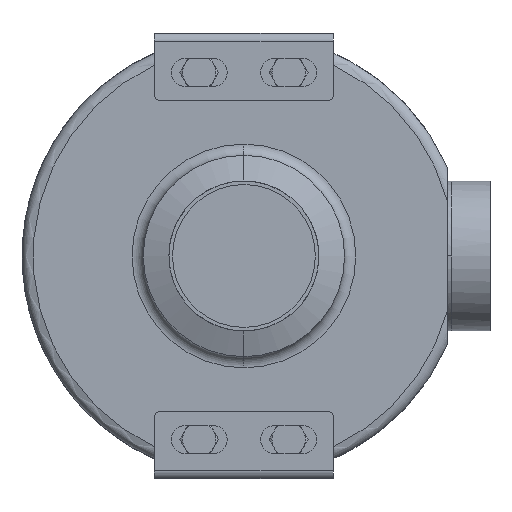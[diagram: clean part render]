
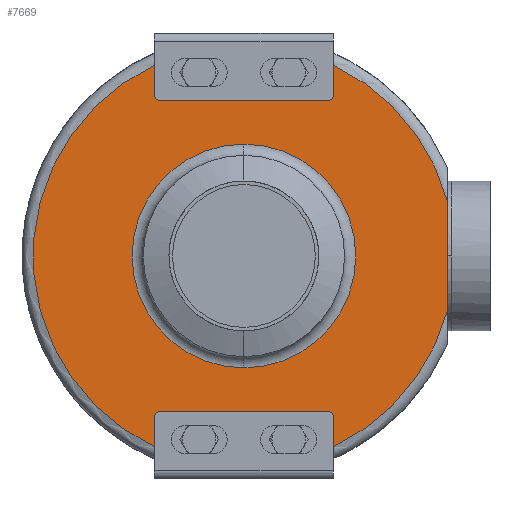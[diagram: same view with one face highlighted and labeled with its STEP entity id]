
A CAD part, front view. The second image highlights one B-rep face of the part: STEP entity #7669.
In plain terms, the highlighted planar face has unit normal (0, -1, 0).
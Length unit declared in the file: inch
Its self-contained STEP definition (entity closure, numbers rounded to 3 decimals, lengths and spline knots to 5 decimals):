
#55 = DIRECTION ( 'NONE',  ( 0., 0., 1. ) ) ;
#157 = VERTEX_POINT ( 'NONE', #13080 ) ;
#161 = CARTESIAN_POINT ( 'NONE',  ( 1.875, -2.07, -3.60415 ) ) ;
#259 = CIRCLE ( 'NONE', #1301, 4.71 ) ;
#544 = DIRECTION ( 'NONE',  ( 0., 0., -1. ) ) ;
#652 = LINE ( 'NONE', #5770, #4272 ) ;
#654 = ORIENTED_EDGE ( 'NONE', *, *, #11592, .T. ) ;
#709 = CARTESIAN_POINT ( 'NONE',  ( 0., -2.07, 0. ) ) ;
#820 = CARTESIAN_POINT ( 'NONE',  ( -2., -2.07, 3.47771 ) ) ;
#889 = CARTESIAN_POINT ( 'NONE',  ( 1.875, -2.07, 3.60271 ) ) ;
#942 = ORIENTED_EDGE ( 'NONE', *, *, #5269, .T. ) ;
#969 = DIRECTION ( 'NONE',  ( 0., 1., 0. ) ) ;
#1107 = EDGE_LOOP ( 'NONE', ( #8826, #7334 ) ) ;
#1169 = VERTEX_POINT ( 'NONE', #4586 ) ;
#1301 = AXIS2_PLACEMENT_3D ( 'NONE', #2376, #8558, #11513 ) ;
#1358 = CARTESIAN_POINT ( 'NONE',  ( 2., -2.07, 3.60271 ) ) ;
#1379 = AXIS2_PLACEMENT_3D ( 'NONE', #1576, #4523, #7630 ) ;
#1556 = AXIS2_PLACEMENT_3D ( 'NONE', #10686, #7748, #5627 ) ;
#1576 = CARTESIAN_POINT ( 'NONE',  ( 0., -2.07, 0. ) ) ;
#1654 = EDGE_CURVE ( 'NONE', #4570, #4924, #8848, .T. ) ;
#1655 = LINE ( 'NONE', #8327, #8719 ) ;
#1666 = DIRECTION ( 'NONE',  ( -1., 0., 0. ) ) ;
#1677 = EDGE_CURVE ( 'NONE', #8755, #1169, #6262, .T. ) ;
#1767 = ORIENTED_EDGE ( 'NONE', *, *, #7998, .T. ) ;
#1845 = CARTESIAN_POINT ( 'NONE',  ( -2., -2.07, 3.60271 ) ) ;
#1987 = CIRCLE ( 'NONE', #9064, 2.5 ) ;
#1999 = ORIENTED_EDGE ( 'NONE', *, *, #9658, .T. ) ;
#2037 = DIRECTION ( 'NONE',  ( 0., 0., -1. ) ) ;
#2067 = ORIENTED_EDGE ( 'NONE', *, *, #1677, .F. ) ;
#2253 = VERTEX_POINT ( 'NONE', #4444 ) ;
#2307 = FACE_BOUND ( 'NONE', #1107, .T. ) ;
#2312 = CARTESIAN_POINT ( 'NONE',  ( 2., -2.07, 4.26428 ) ) ;
#2376 = CARTESIAN_POINT ( 'NONE',  ( 0., -2.07, 0. ) ) ;
#2380 = CARTESIAN_POINT ( 'NONE',  ( 0., -2.07, 0. ) ) ;
#2548 = VECTOR ( 'NONE', #12002, 39.37008 ) ;
#2641 = CIRCLE ( 'NONE', #3296, 4.71 ) ;
#2889 = ORIENTED_EDGE ( 'NONE', *, *, #10382, .T. ) ;
#2901 = VECTOR ( 'NONE', #8933, 39.37008 ) ;
#2927 = CARTESIAN_POINT ( 'NONE',  ( -1.875, -2.07, -3.60415 ) ) ;
#2997 = CARTESIAN_POINT ( 'NONE',  ( 0., -2.07, 0. ) ) ;
#3091 = ORIENTED_EDGE ( 'NONE', *, *, #9517, .F. ) ;
#3296 = AXIS2_PLACEMENT_3D ( 'NONE', #709, #9036, #6966 ) ;
#3364 = EDGE_CURVE ( 'NONE', #11152, #7592, #6873, .T. ) ;
#3410 = VECTOR ( 'NONE', #10606, 39.37008 ) ;
#3449 = DIRECTION ( 'NONE',  ( 0., 0., 1. ) ) ;
#4111 = ORIENTED_EDGE ( 'NONE', *, *, #11408, .T. ) ;
#4272 = VECTOR ( 'NONE', #544, 39.37008 ) ;
#4364 = VERTEX_POINT ( 'NONE', #8129 ) ;
#4411 = DIRECTION ( 'NONE',  ( 0., 0., -1. ) ) ;
#4444 = CARTESIAN_POINT ( 'NONE',  ( -1.875, -2.07, -3.47915 ) ) ;
#4523 = DIRECTION ( 'NONE',  ( 0., 1., 0. ) ) ;
#4570 = VERTEX_POINT ( 'NONE', #2312 ) ;
#4586 = CARTESIAN_POINT ( 'NONE',  ( 1.875, -2.07, 3.47771 ) ) ;
#4713 = VERTEX_POINT ( 'NONE', #9852 ) ;
#4820 = EDGE_CURVE ( 'NONE', #4924, #1169, #5214, .T. ) ;
#4853 = LINE ( 'NONE', #9454, #3410 ) ;
#4875 = ORIENTED_EDGE ( 'NONE', *, *, #3364, .T. ) ;
#4924 = VERTEX_POINT ( 'NONE', #1358 ) ;
#5107 = DIRECTION ( 'NONE',  ( 0., -1., 0. ) ) ;
#5214 = CIRCLE ( 'NONE', #5266, 0.125 ) ;
#5266 = AXIS2_PLACEMENT_3D ( 'NONE', #889, #13212, #12239 ) ;
#5269 = EDGE_CURVE ( 'NONE', #8755, #8291, #7456, .T. ) ;
#5308 = CARTESIAN_POINT ( 'NONE',  ( -1.875, -2.07, 3.60271 ) ) ;
#5315 = CARTESIAN_POINT ( 'NONE',  ( 0., -2.07, -2.5 ) ) ;
#5500 = VERTEX_POINT ( 'NONE', #12379 ) ;
#5627 = DIRECTION ( 'NONE',  ( 0., 0., 1. ) ) ;
#5729 = EDGE_CURVE ( 'NONE', #9214, #5500, #1987, .T. ) ;
#5737 = CARTESIAN_POINT ( 'NONE',  ( -2., -2.07, -3.60415 ) ) ;
#5770 = CARTESIAN_POINT ( 'NONE',  ( -2., -2.07, 4.79021 ) ) ;
#6262 = LINE ( 'NONE', #820, #2901 ) ;
#6335 = CARTESIAN_POINT ( 'NONE',  ( 1.875, -2.07, -3.47915 ) ) ;
#6351 = ORIENTED_EDGE ( 'NONE', *, *, #13221, .F. ) ;
#6479 = EDGE_LOOP ( 'NONE', ( #9419, #1767, #4111, #7755, #4875, #6351, #2889, #1999, #654, #12363, #10181, #2067, #942, #3091 ) ) ;
#6526 = CIRCLE ( 'NONE', #11409, 4.71 ) ;
#6575 = EDGE_CURVE ( 'NONE', #4713, #10146, #2641, .T. ) ;
#6852 = CARTESIAN_POINT ( 'NONE',  ( 2., -2.07, -3.47915 ) ) ;
#6873 = CIRCLE ( 'NONE', #9975, 0.125 ) ;
#6966 = DIRECTION ( 'NONE',  ( 0., 0., 1. ) ) ;
#7334 = ORIENTED_EDGE ( 'NONE', *, *, #5729, .T. ) ;
#7383 = DIRECTION ( 'NONE',  ( 0., 1., 0. ) ) ;
#7456 = CIRCLE ( 'NONE', #11715, 0.125 ) ;
#7490 = VERTEX_POINT ( 'NONE', #11876 ) ;
#7498 = VERTEX_POINT ( 'NONE', #5737 ) ;
#7520 = DIRECTION ( 'NONE',  ( 0., 0., 1. ) ) ;
#7558 = PLANE ( 'NONE',  #1556 ) ;
#7592 = VERTEX_POINT ( 'NONE', #11708 ) ;
#7598 = CARTESIAN_POINT ( 'NONE',  ( -2., -2.07, -4.26428 ) ) ;
#7630 = DIRECTION ( 'NONE',  ( 0., 0., 1. ) ) ;
#7669 = ADVANCED_FACE ( 'NONE', ( #10801, #2307 ), #7558, .F. ) ;
#7748 = DIRECTION ( 'NONE',  ( 0., 1., 0. ) ) ;
#7755 = ORIENTED_EDGE ( 'NONE', *, *, #10914, .F. ) ;
#7998 = EDGE_CURVE ( 'NONE', #10146, #7498, #1655, .T. ) ;
#8129 = CARTESIAN_POINT ( 'NONE',  ( 2., -2.07, -4.26428 ) ) ;
#8291 = VERTEX_POINT ( 'NONE', #1845 ) ;
#8327 = CARTESIAN_POINT ( 'NONE',  ( -2., -2.07, -4.79165 ) ) ;
#8350 = DIRECTION ( 'NONE',  ( 0., 1., 0. ) ) ;
#8558 = DIRECTION ( 'NONE',  ( 0., -1., 0. ) ) ;
#8719 = VECTOR ( 'NONE', #55, 39.37008 ) ;
#8755 = VERTEX_POINT ( 'NONE', #10551 ) ;
#8826 = ORIENTED_EDGE ( 'NONE', *, *, #10776, .T. ) ;
#8848 = LINE ( 'NONE', #12896, #11065 ) ;
#8933 = DIRECTION ( 'NONE',  ( 1., 0., 0. ) ) ;
#9036 = DIRECTION ( 'NONE',  ( 0., -1., 0. ) ) ;
#9064 = AXIS2_PLACEMENT_3D ( 'NONE', #2380, #12718, #3449 ) ;
#9138 = CARTESIAN_POINT ( 'NONE',  ( 4.55, -2.07, 0. ) ) ;
#9214 = VERTEX_POINT ( 'NONE', #5315 ) ;
#9419 = ORIENTED_EDGE ( 'NONE', *, *, #6575, .T. ) ;
#9454 = CARTESIAN_POINT ( 'NONE',  ( 2., -2.07, -4.79165 ) ) ;
#9517 = EDGE_CURVE ( 'NONE', #4713, #8291, #652, .T. ) ;
#9552 = LINE ( 'NONE', #6852, #12900 ) ;
#9658 = EDGE_CURVE ( 'NONE', #7490, #157, #10531, .T. ) ;
#9852 = CARTESIAN_POINT ( 'NONE',  ( -2., -2.07, 4.26428 ) ) ;
#9975 = AXIS2_PLACEMENT_3D ( 'NONE', #161, #8350, #4411 ) ;
#10146 = VERTEX_POINT ( 'NONE', #7598 ) ;
#10181 = ORIENTED_EDGE ( 'NONE', *, *, #4820, .T. ) ;
#10382 = EDGE_CURVE ( 'NONE', #4364, #7490, #6526, .T. ) ;
#10531 = LINE ( 'NONE', #9138, #2548 ) ;
#10551 = CARTESIAN_POINT ( 'NONE',  ( -1.875, -2.07, 3.47771 ) ) ;
#10606 = DIRECTION ( 'NONE',  ( 0., 0., 1. ) ) ;
#10686 = CARTESIAN_POINT ( 'NONE',  ( -2.5, -2.07, 0. ) ) ;
#10776 = EDGE_CURVE ( 'NONE', #5500, #9214, #12912, .T. ) ;
#10801 = FACE_OUTER_BOUND ( 'NONE', #6479, .T. ) ;
#10914 = EDGE_CURVE ( 'NONE', #11152, #2253, #9552, .T. ) ;
#11065 = VECTOR ( 'NONE', #11748, 39.37008 ) ;
#11152 = VERTEX_POINT ( 'NONE', #6335 ) ;
#11306 = CIRCLE ( 'NONE', #13131, 0.125 ) ;
#11408 = EDGE_CURVE ( 'NONE', #7498, #2253, #11306, .T. ) ;
#11409 = AXIS2_PLACEMENT_3D ( 'NONE', #2997, #5107, #12270 ) ;
#11513 = DIRECTION ( 'NONE',  ( 0., 0., 1. ) ) ;
#11592 = EDGE_CURVE ( 'NONE', #157, #4570, #259, .T. ) ;
#11708 = CARTESIAN_POINT ( 'NONE',  ( 2., -2.07, -3.60415 ) ) ;
#11715 = AXIS2_PLACEMENT_3D ( 'NONE', #5308, #7383, #7520 ) ;
#11748 = DIRECTION ( 'NONE',  ( 0., 0., -1. ) ) ;
#11876 = CARTESIAN_POINT ( 'NONE',  ( 4.55, -2.07, -1.21721 ) ) ;
#12002 = DIRECTION ( 'NONE',  ( 0., 0., 1. ) ) ;
#12239 = DIRECTION ( 'NONE',  ( 0., 0., 1. ) ) ;
#12270 = DIRECTION ( 'NONE',  ( 0., 0., 1. ) ) ;
#12363 = ORIENTED_EDGE ( 'NONE', *, *, #1654, .T. ) ;
#12379 = CARTESIAN_POINT ( 'NONE',  ( 0., -2.07, 2.5 ) ) ;
#12718 = DIRECTION ( 'NONE',  ( 0., 1., 0. ) ) ;
#12896 = CARTESIAN_POINT ( 'NONE',  ( 2., -2.07, 4.79021 ) ) ;
#12900 = VECTOR ( 'NONE', #1666, 39.37008 ) ;
#12912 = CIRCLE ( 'NONE', #1379, 2.5 ) ;
#13080 = CARTESIAN_POINT ( 'NONE',  ( 4.55, -2.07, 1.21721 ) ) ;
#13131 = AXIS2_PLACEMENT_3D ( 'NONE', #2927, #969, #2037 ) ;
#13212 = DIRECTION ( 'NONE',  ( 0., 1., 0. ) ) ;
#13221 = EDGE_CURVE ( 'NONE', #4364, #7592, #4853, .T. ) ;
